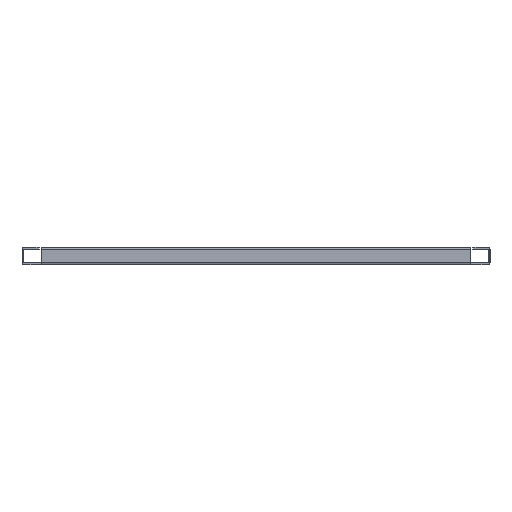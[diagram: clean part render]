
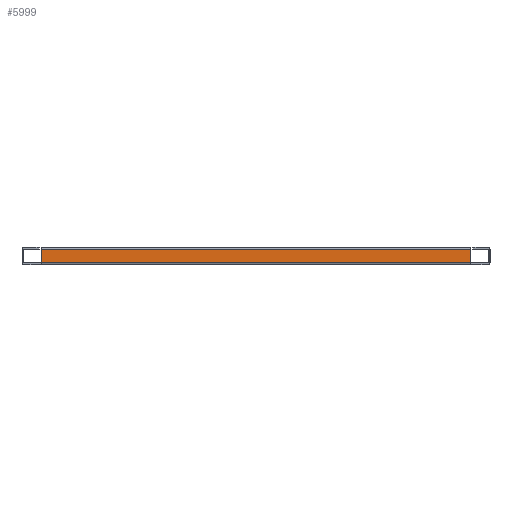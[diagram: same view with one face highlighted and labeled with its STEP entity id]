
A CAD part, left-side view. The second image highlights one B-rep face of the part: STEP entity #5999.
In plain terms, the highlighted planar face has unit normal (-1, 0, 0).
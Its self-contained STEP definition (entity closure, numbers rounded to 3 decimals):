
#174 = VERTEX_POINT ( 'NONE', #494 ) ;
#212 = VERTEX_POINT ( 'NONE', #532 ) ;
#260 = VERTEX_POINT ( 'NONE', #580 ) ;
#293 = VERTEX_POINT ( 'NONE', #613 ) ;
#494 = CARTESIAN_POINT ( 'NONE',  ( -641.51, 314.5, 22.49 ) ) ;
#532 = CARTESIAN_POINT ( 'NONE',  ( -641.51, -314.5, 2.51 ) ) ;
#580 = CARTESIAN_POINT ( 'NONE',  ( -641.51, -314.5, 22.49 ) ) ;
#613 = CARTESIAN_POINT ( 'NONE',  ( -641.51, 314.5, 2.51 ) ) ;
#1053 = EDGE_LOOP ( 'NONE', ( #2929, #2822, #2792, #2813 ) ) ;
#1629 = AXIS2_PLACEMENT_3D ( 'NONE', #5076, #5088, #5089 ) ;
#1964 = LINE ( 'NONE', #4512, #1978 ) ;
#1966 = LINE ( 'NONE', #4518, #1980 ) ;
#1978 = VECTOR ( 'NONE', #4519, 1000. ) ;
#1980 = VECTOR ( 'NONE', #4521, 1000. ) ;
#1992 = LINE ( 'NONE', #4532, #1993 ) ;
#1993 = VECTOR ( 'NONE', #4533, 1000. ) ;
#1998 = LINE ( 'NONE', #4538, #1999 ) ;
#1999 = VECTOR ( 'NONE', #4539, 1000. ) ;
#2400 = FACE_OUTER_BOUND ( 'NONE', #1053, .T. ) ;
#2792 = ORIENTED_EDGE ( 'NONE', *, *, #5754, .F. ) ;
#2813 = ORIENTED_EDGE ( 'NONE', *, *, #5755, .T. ) ;
#2822 = ORIENTED_EDGE ( 'NONE', *, *, #5761, .T. ) ;
#2929 = ORIENTED_EDGE ( 'NONE', *, *, #5764, .T. ) ;
#4512 = CARTESIAN_POINT ( 'NONE',  ( -641.51, 314.5, 2.51 ) ) ;
#4518 = CARTESIAN_POINT ( 'NONE',  ( -641.51, -314.5, 2.5 ) ) ;
#4519 = DIRECTION ( 'NONE',  ( 0., 1., 0. ) ) ;
#4521 = DIRECTION ( 'NONE',  ( 0., 0., 1. ) ) ;
#4532 = CARTESIAN_POINT ( 'NONE',  ( -641.51, 314.5, 2.5 ) ) ;
#4533 = DIRECTION ( 'NONE',  ( 0., 0., -1. ) ) ;
#4538 = CARTESIAN_POINT ( 'NONE',  ( -641.51, -314.5, 22.49 ) ) ;
#4539 = DIRECTION ( 'NONE',  ( 0., 1., 0. ) ) ;
#5076 = CARTESIAN_POINT ( 'NONE',  ( -641.51, 314.5, 2.5 ) ) ;
#5083 = PLANE ( 'NONE',  #1629 ) ;
#5088 = DIRECTION ( 'NONE',  ( 1., 0., 0. ) ) ;
#5089 = DIRECTION ( 'NONE',  ( 0., 0., -1. ) ) ;
#5754 = EDGE_CURVE ( 'NONE', #212, #293, #1964, .T. ) ;
#5755 = EDGE_CURVE ( 'NONE', #212, #260, #1966, .T. ) ;
#5761 = EDGE_CURVE ( 'NONE', #174, #293, #1992, .T. ) ;
#5764 = EDGE_CURVE ( 'NONE', #260, #174, #1998, .T. ) ;
#5999 = ADVANCED_FACE ( 'NONE', ( #2400 ), #5083, .F. ) ;
